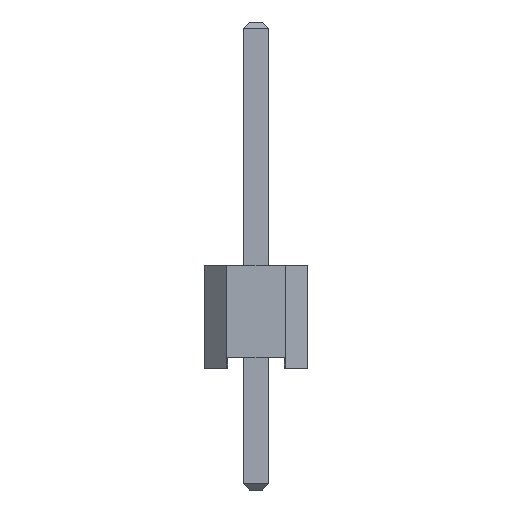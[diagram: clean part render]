
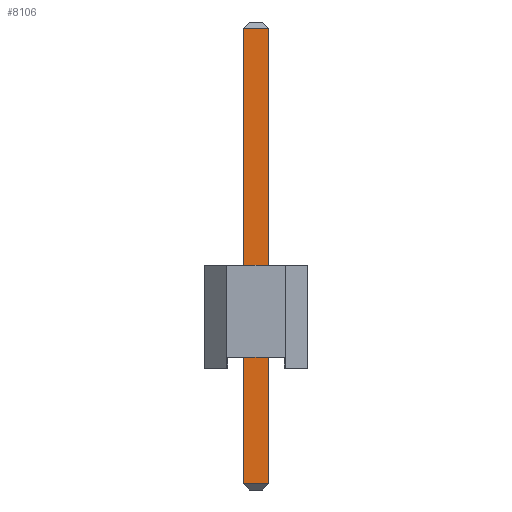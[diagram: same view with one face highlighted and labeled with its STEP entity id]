
A CAD part, left-side view. The second image highlights one B-rep face of the part: STEP entity #8106.
In plain terms, the highlighted planar face has unit normal (-1, 0, 0).
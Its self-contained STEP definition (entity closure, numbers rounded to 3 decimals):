
#114=FACE_OUTER_BOUND('',#618,.T.);
#618=EDGE_LOOP('',(#5389,#5390,#5391,#5392));
#1133=LINE('',#11385,#2285);
#1147=LINE('',#11411,#2299);
#1158=LINE('',#11434,#2310);
#1160=LINE('',#11437,#2312);
#2285=VECTOR('',#9210,10.);
#2299=VECTOR('',#9232,10.);
#2310=VECTOR('',#9255,10.);
#2312=VECTOR('',#9259,10.);
#3425=VERTEX_POINT('',#11383);
#3426=VERTEX_POINT('',#11384);
#3434=VERTEX_POINT('',#11409);
#3438=VERTEX_POINT('',#11422);
#4157=EDGE_CURVE('',#3425,#3426,#1133,.T.);
#4171=EDGE_CURVE('',#3425,#3434,#1147,.T.);
#4182=EDGE_CURVE('',#3438,#3434,#1158,.T.);
#4184=EDGE_CURVE('',#3426,#3438,#1160,.T.);
#5389=ORIENTED_EDGE('',*,*,#4157,.F.);
#5390=ORIENTED_EDGE('',*,*,#4171,.T.);
#5391=ORIENTED_EDGE('',*,*,#4182,.F.);
#5392=ORIENTED_EDGE('',*,*,#4184,.F.);
#7602=PLANE('',#8660);
#8106=ADVANCED_FACE('',(#114),#7602,.T.);
#8660=AXIS2_PLACEMENT_3D('',#11436,#9257,#9258);
#9210=DIRECTION('',(0.,1.,0.));
#9232=DIRECTION('',(0.,0.,1.));
#9255=DIRECTION('',(0.,-1.,0.));
#9257=DIRECTION('center_axis',(-1.,0.,0.));
#9258=DIRECTION('ref_axis',(0.,-1.,0.));
#9259=DIRECTION('',(0.,0.,1.));
#11383=CARTESIAN_POINT('',(-21.91,-0.32,-2.8));
#11384=CARTESIAN_POINT('',(-21.91,0.32,-2.8));
#11385=CARTESIAN_POINT('',(-21.91,0.16,-2.8));
#11409=CARTESIAN_POINT('',(-21.91,-0.32,8.44));
#11411=CARTESIAN_POINT('',(-21.91,-0.32,-2.95));
#11422=CARTESIAN_POINT('',(-21.91,0.32,8.44));
#11434=CARTESIAN_POINT('',(-21.91,0.16,8.44));
#11436=CARTESIAN_POINT('Origin',(-21.91,0.32,-2.95));
#11437=CARTESIAN_POINT('',(-21.91,0.32,-2.95));
